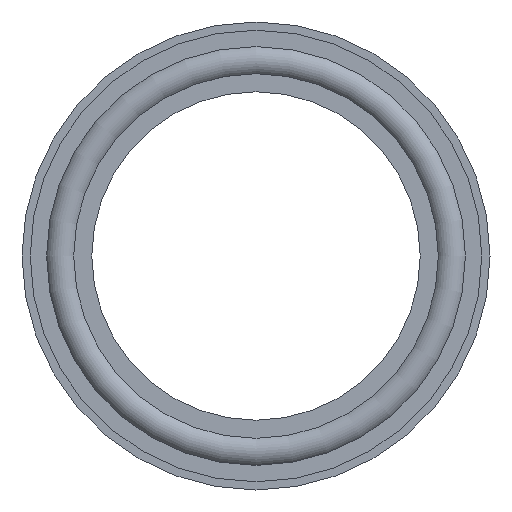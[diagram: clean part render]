
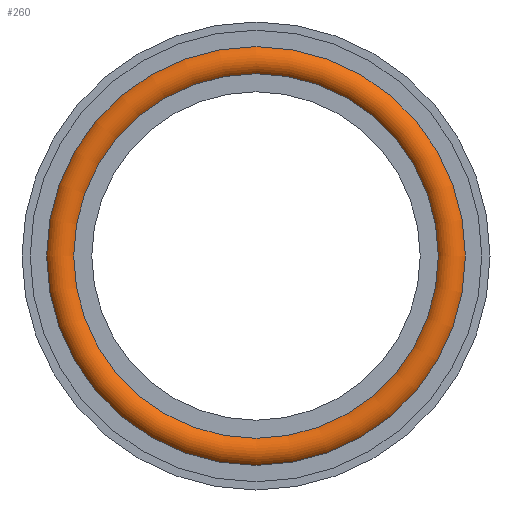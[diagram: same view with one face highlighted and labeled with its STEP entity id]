
A CAD part, left-side view. The second image highlights one B-rep face of the part: STEP entity #260.
In plain terms, the highlighted toroidal (fillet/blend) face has major radius 23.8 mm and minor radius 2 mm.
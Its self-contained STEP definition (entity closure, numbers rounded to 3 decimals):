
#18=VERTEX_LOOP('',#132);
#39=TOROIDAL_SURFACE('',#340,23.8,2.);
#132=VERTEX_POINT('',#496);
#233=FACE_BOUND('',#18,.T.);
#260=ADVANCED_FACE('',(#233),#39,.T.);
#340=AXIS2_PLACEMENT_3D('',#495,#428,#429);
#428=DIRECTION('',(-1.,0.,0.));
#429=DIRECTION('',(0.,0.,1.));
#495=CARTESIAN_POINT('',(0.,0.,0.));
#496=CARTESIAN_POINT('',(0.,0.,21.8));
